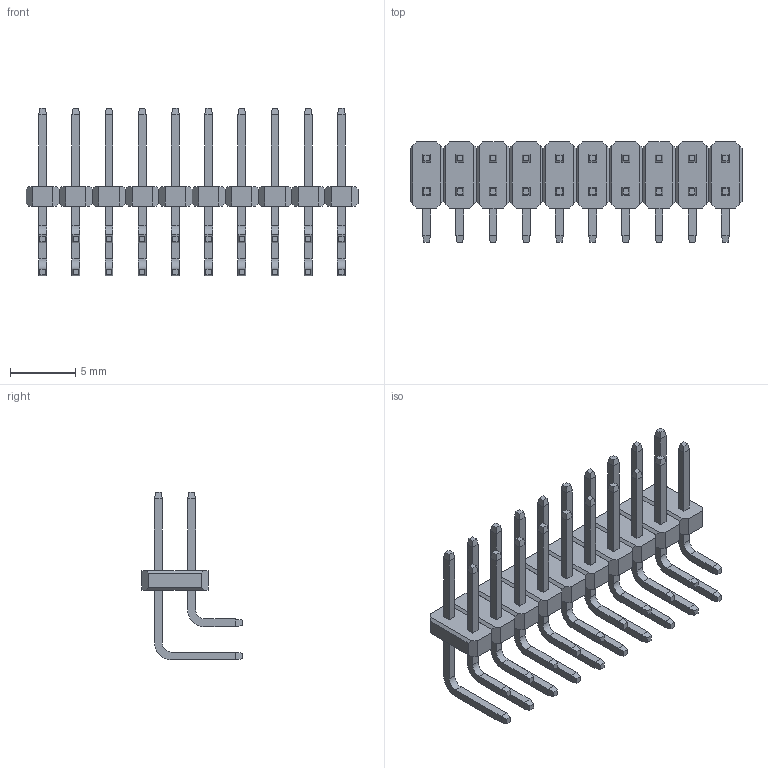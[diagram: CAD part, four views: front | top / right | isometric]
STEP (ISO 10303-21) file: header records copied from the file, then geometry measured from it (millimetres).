
FILE_DESCRIPTION (( 'STEP AP214' ), '1' );
FILE_NAME ('PLD-20R.STEP', '2011-05-17T11:11:44', ( 'vpeshkov' ), ( 'licard' ), 'SwSTEP 2.0', 'SolidWorks 2009', '' );
FILE_SCHEMA (( 'AUTOMOTIVE_DESIGN' ));
Length unit declared in the file: millimetre
Products named in the file (1): PLD-20R
Bounding box: 25.4 x 7.68 x 12.84 mm (x, y, z)
Volume: 285 mm3; surface area: 1039 mm2
Topology: 1 solids, 1 shells, 562 faces, 1364 edges, 844 vertices
Faces by surface type: plane 522, cylinder 40
Entity records: 20774 total; most frequent: CARTESIAN_POINT 2771, ORIENTED_EDGE 2728, DIRECTION 2570, EDGE_CURVE 1364, VECTOR 1284, LINE 1284, VERTEX_POINT 844, AXIS2_PLACEMENT_3D 643
